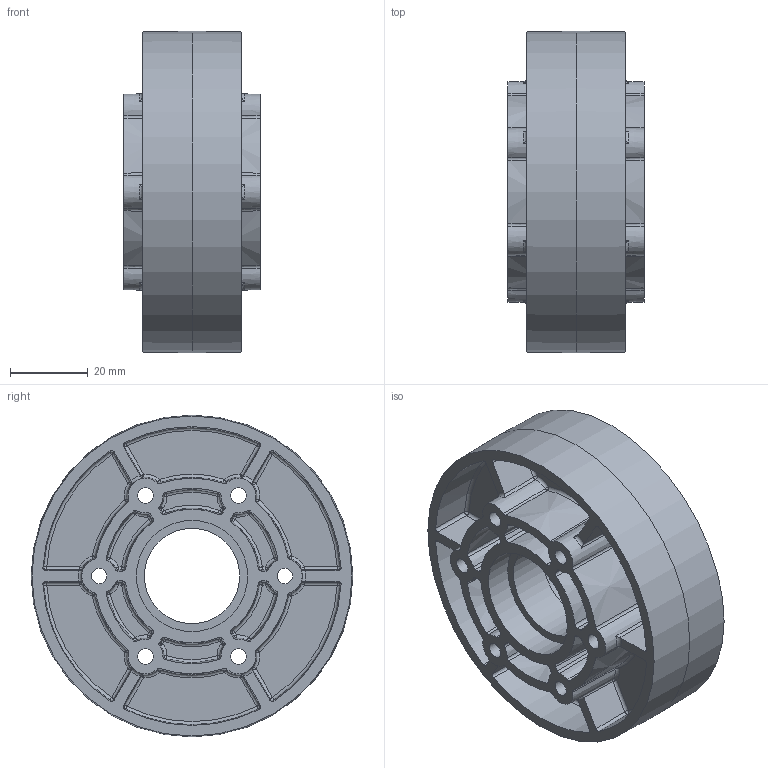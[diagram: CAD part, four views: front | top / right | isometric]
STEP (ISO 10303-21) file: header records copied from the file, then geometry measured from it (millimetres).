
FILE_DESCRIPTION(/* description */ (''),/* implementation_level */ '2;1');
FILE_NAME(/* name */ '4in 2013 Hub.ipt.step',/* time_stamp */ '2014-01-07T10:59:24-08:00',/* author */ ('Philip'),/* organization */ (''),/* preprocessor_version */ 'ST-DEVELOPER v15.2',/* originating_system */ 'Autodesk Inventor 2014',/* authorisation */ '');
FILE_SCHEMA (('AUTOMOTIVE_DESIGN { 1 0 10303 214 3 1 1 }'));
Length unit declared in the file: inch
Products named in the file (1): 4in 2013 Hub
Bounding box: 34.92 x 82.55 x 82.55 mm (x, y, z)
Volume: 68148.1 mm3; surface area: 50897.1 mm2
Topology: 2 solids, 2 shells, 626 faces, 1434 edges, 828 vertices
Faces by surface type: sphere 144, bspline 144, torus 108, cone 86, plane 80, cylinder 64
Full cylindrical faces by diameter (mm): 3.988 x12, 24.435 x2, 28.575 x2
Entity records: 22780 total; most frequent: CARTESIAN_POINT 9447, ORIENTED_EDGE 2832, DIRECTION 2742, EDGE_CURVE 1416, AXIS2_PLACEMENT_3D 1299, VERTEX_POINT 828, CIRCLE 816, EDGE_LOOP 688
